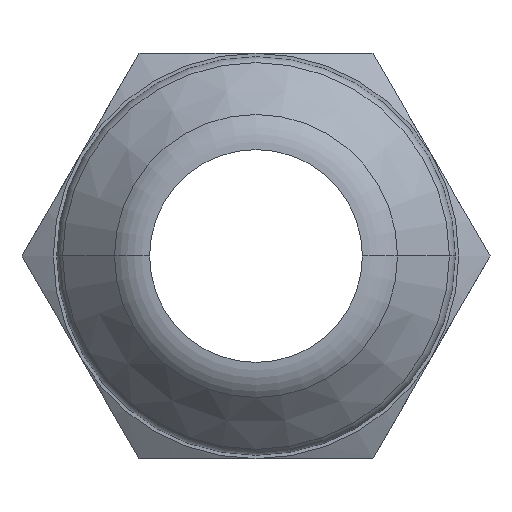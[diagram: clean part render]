
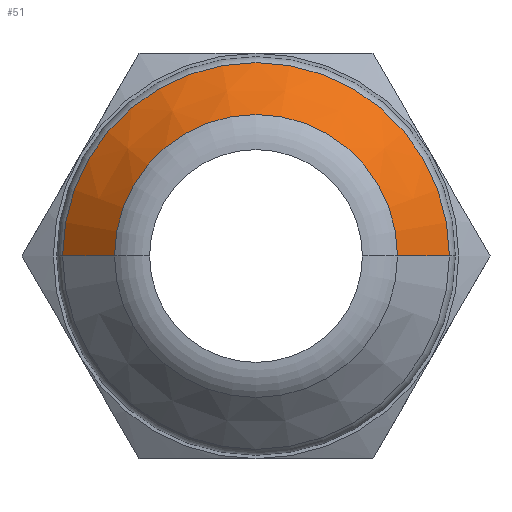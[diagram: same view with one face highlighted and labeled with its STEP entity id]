
A CAD part, front view. The second image highlights one B-rep face of the part: STEP entity #51.
In plain terms, the highlighted conical face has half-angle 45 degrees and reference radius 3.817 mm.
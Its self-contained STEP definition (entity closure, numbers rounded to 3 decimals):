
#30 = ORIENTED_EDGE ( 'NONE', *, *, #1097, .F. ) ;
#51 = ADVANCED_FACE ( 'NONE', ( #506 ), #651, .T. ) ;
#108 = VERTEX_POINT ( 'NONE', #134 ) ;
#134 = CARTESIAN_POINT ( 'NONE',  ( -3.817, -16.683, 0. ) ) ;
#165 = ORIENTED_EDGE ( 'NONE', *, *, #443, .T. ) ;
#291 = VECTOR ( 'NONE', #1179, 1000. ) ;
#303 = CIRCLE ( 'NONE', #779, 3.817 ) ;
#308 = VERTEX_POINT ( 'NONE', #776 ) ;
#370 = CARTESIAN_POINT ( 'NONE',  ( 0., -17.707, 0. ) ) ;
#371 = CARTESIAN_POINT ( 'NONE',  ( 2.793, -17.707, 0. ) ) ;
#409 = AXIS2_PLACEMENT_3D ( 'NONE', #370, #412, #416 ) ;
#412 = DIRECTION ( 'NONE',  ( 0., 1., 0. ) ) ;
#416 = DIRECTION ( 'NONE',  ( -1., 0., 0. ) ) ;
#443 = EDGE_CURVE ( 'NONE', #308, #1121, #989, .T. ) ;
#502 = LINE ( 'NONE', #1172, #291 ) ;
#506 = FACE_OUTER_BOUND ( 'NONE', #650, .T. ) ;
#621 = LINE ( 'NONE', #1108, #976 ) ;
#631 = VERTEX_POINT ( 'NONE', #751 ) ;
#650 = EDGE_LOOP ( 'NONE', ( #165, #854, #652, #30 ) ) ;
#651 = CONICAL_SURFACE ( 'NONE', #656, 3.817, 0.785 ) ;
#652 = ORIENTED_EDGE ( 'NONE', *, *, #885, .F. ) ;
#656 = AXIS2_PLACEMENT_3D ( 'NONE', #694, #684, #707 ) ;
#684 = DIRECTION ( 'NONE',  ( 0., 1., 0. ) ) ;
#694 = CARTESIAN_POINT ( 'NONE',  ( 0., -16.683, 0. ) ) ;
#707 = DIRECTION ( 'NONE',  ( -1., 0., 0. ) ) ;
#751 = CARTESIAN_POINT ( 'NONE',  ( 3.817, -16.683, 0. ) ) ;
#776 = CARTESIAN_POINT ( 'NONE',  ( -2.793, -17.707, 0. ) ) ;
#779 = AXIS2_PLACEMENT_3D ( 'NONE', #788, #1084, #964 ) ;
#788 = CARTESIAN_POINT ( 'NONE',  ( 0., -16.683, 0. ) ) ;
#854 = ORIENTED_EDGE ( 'NONE', *, *, #882, .T. ) ;
#882 = EDGE_CURVE ( 'NONE', #1121, #631, #621, .T. ) ;
#885 = EDGE_CURVE ( 'NONE', #108, #631, #303, .T. ) ;
#964 = DIRECTION ( 'NONE',  ( -1., 0., 0. ) ) ;
#976 = VECTOR ( 'NONE', #1112, 1000. ) ;
#989 = CIRCLE ( 'NONE', #409, 2.793 ) ;
#1084 = DIRECTION ( 'NONE',  ( 0., 1., 0. ) ) ;
#1097 = EDGE_CURVE ( 'NONE', #308, #108, #502, .T. ) ;
#1108 = CARTESIAN_POINT ( 'NONE',  ( 3.817, -16.683, 0. ) ) ;
#1112 = DIRECTION ( 'NONE',  ( 0.707, 0.707, 0. ) ) ;
#1121 = VERTEX_POINT ( 'NONE', #371 ) ;
#1172 = CARTESIAN_POINT ( 'NONE',  ( -3.817, -16.683, 0. ) ) ;
#1179 = DIRECTION ( 'NONE',  ( -0.707, 0.707, 0. ) ) ;
